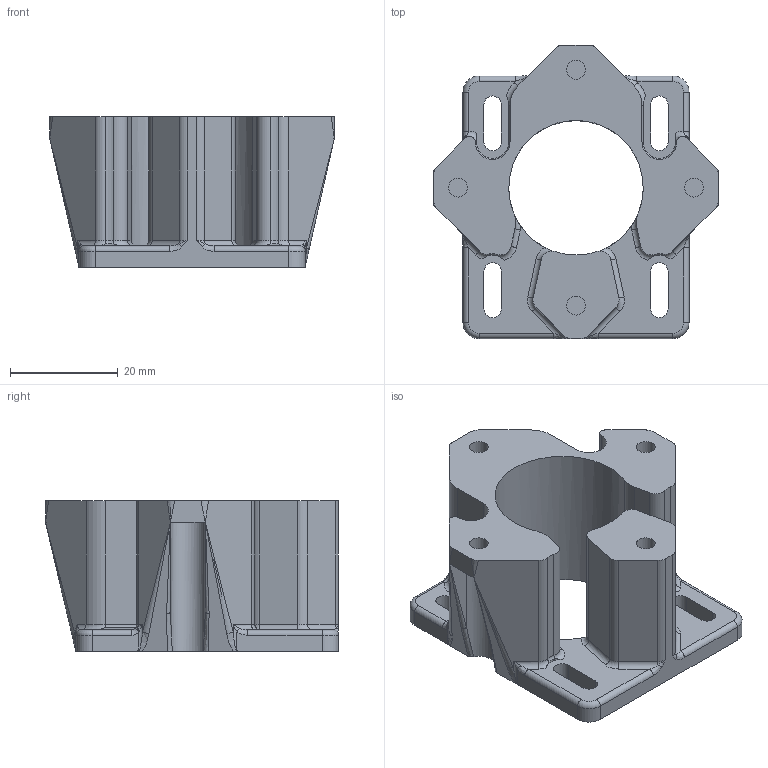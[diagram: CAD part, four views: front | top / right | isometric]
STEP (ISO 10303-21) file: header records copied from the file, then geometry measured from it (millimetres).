
FILE_DESCRIPTION(/* description */ (''),/* implementation_level */ '2;1');
FILE_NAME(/* name */ 'U_axis_motor_mount_28mm.step',/* time_stamp */ '2022-10-27T18:31:55-04:00',/* author */ (''),/* organization */ (''),/* preprocessor_version */ 'ST-DEVELOPER v19',/* originating_system */ 'Autodesk Translation Framework v11.7.0.108',/* authorisation */ '');
FILE_SCHEMA (('AUTOMOTIVE_DESIGN { 1 0 10303 214 3 1 1 }'));
Length unit declared in the file: millimetre
Products named in the file (1): u-axis-motor-mount-mod-28mm-v2
Bounding box: 52.9 x 54.45 x 28 mm (x, y, z)
Volume: 25005.8 mm3; surface area: 11674.5 mm2
Topology: 1 solids, 1 shells, 210 faces, 530 edges, 302 vertices
Faces by surface type: cylinder 75, plane 65, bspline 44, torus 24, cone 2
Full cylindrical faces by diameter (mm): 3.5 x4, 6.5 x1, 25 x1
Entity records: 7950 total; most frequent: CARTESIAN_POINT 3235, ORIENTED_EDGE 1012, DIRECTION 918, EDGE_CURVE 506, AXIS2_PLACEMENT_3D 359, VERTEX_POINT 302, EDGE_LOOP 224, FACE_OUTER_BOUND 210
